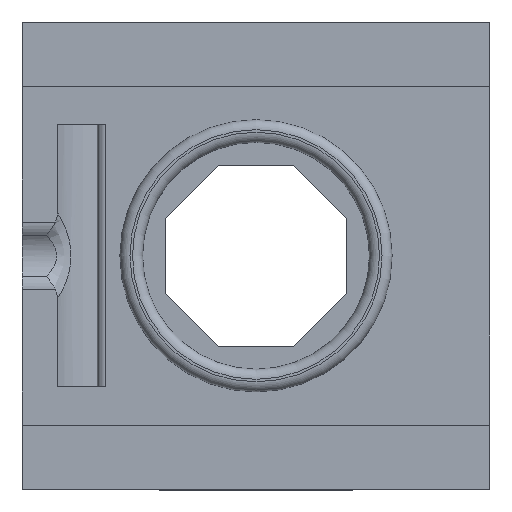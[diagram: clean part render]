
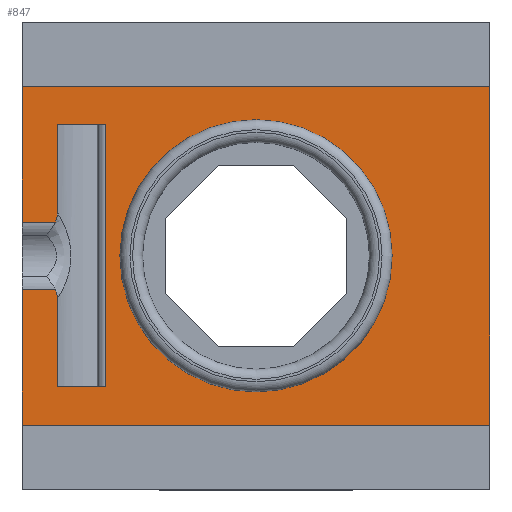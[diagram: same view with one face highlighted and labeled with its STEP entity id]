
A CAD part, top view. The second image highlights one B-rep face of the part: STEP entity #847.
In plain terms, the highlighted planar face has unit normal (0, 0, 1).
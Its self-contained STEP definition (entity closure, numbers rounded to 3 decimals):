
#370 = VERTEX_POINT('',#371);
#371 = CARTESIAN_POINT('',(-9.85,-6.5,0.));
#378 = EDGE_CURVE('',#370,#379,#381,.T.);
#379 = VERTEX_POINT('',#380);
#380 = CARTESIAN_POINT('',(-7.465,-6.5,0.));
#381 = LINE('',#382,#383);
#382 = CARTESIAN_POINT('',(-9.85,-6.5,0.));
#383 = VECTOR('',#384,1.);
#384 = DIRECTION('',(1.,0.,0.));
#421 = VERTEX_POINT('',#422);
#422 = CARTESIAN_POINT('',(-9.85,6.5,0.));
#429 = EDGE_CURVE('',#421,#430,#432,.T.);
#430 = VERTEX_POINT('',#431);
#431 = CARTESIAN_POINT('',(-7.465,6.5,0.));
#432 = LINE('',#433,#434);
#433 = CARTESIAN_POINT('',(-6.319,6.5,0.));
#434 = VECTOR('',#435,1.);
#435 = DIRECTION('',(1.,0.,0.));
#452 = EDGE_CURVE('',#453,#421,#455,.T.);
#453 = VERTEX_POINT('',#454);
#454 = CARTESIAN_POINT('',(-9.85,2.13,0.));
#455 = LINE('',#456,#457);
#456 = CARTESIAN_POINT('',(-9.85,-6.5,0.));
#457 = VECTOR('',#458,1.);
#458 = DIRECTION('',(0.,1.,0.));
#463 = EDGE_CURVE('',#370,#464,#466,.T.);
#464 = VERTEX_POINT('',#465);
#465 = CARTESIAN_POINT('',(-9.85,-2.13,0.));
#466 = LINE('',#467,#468);
#467 = CARTESIAN_POINT('',(-9.85,-6.5,0.));
#468 = VECTOR('',#469,1.);
#469 = DIRECTION('',(0.,1.,0.));
#834 = EDGE_CURVE('',#379,#430,#835,.T.);
#835 = LINE('',#836,#837);
#836 = CARTESIAN_POINT('',(-7.465,0.,0.));
#837 = VECTOR('',#838,1.);
#838 = DIRECTION('',(0.,1.,0.));
#847 = ADVANCED_FACE('',(#848,#933),#953,.T.);
#848 = FACE_BOUND('',#849,.T.);
#849 = EDGE_LOOP('',(#850,#851,#852,#864,#872,#880,#888,#896,#904,#912,
    #920,#930,#931,#932));
#850 = ORIENTED_EDGE('',*,*,#378,.F.);
#851 = ORIENTED_EDGE('',*,*,#463,.T.);
#852 = ORIENTED_EDGE('',*,*,#853,.F.);
#853 = EDGE_CURVE('',#854,#464,#856,.T.);
#854 = VERTEX_POINT('',#855);
#855 = CARTESIAN_POINT('',(-9.952,-1.663,-0.));
#856 = B_SPLINE_CURVE_WITH_KNOTS('',6,(#857,#858,#859,#860,#861,#862,
    #863),.UNSPECIFIED.,.F.,.F.,(7,7),(0.,1.),.PIECEWISE_BEZIER_KNOTS.);
#857 = CARTESIAN_POINT('',(-9.952,-1.663,0.));
#858 = CARTESIAN_POINT('',(-9.918,-1.732,0.));
#859 = CARTESIAN_POINT('',(-9.89,-1.806,0.));
#860 = CARTESIAN_POINT('',(-9.87,-1.884,0.));
#861 = CARTESIAN_POINT('',(-9.857,-1.965,0.));
#862 = CARTESIAN_POINT('',(-9.85,-2.048,0.));
#863 = CARTESIAN_POINT('',(-9.85,-2.13,0.));
#864 = ORIENTED_EDGE('',*,*,#865,.T.);
#865 = EDGE_CURVE('',#854,#866,#868,.T.);
#866 = VERTEX_POINT('',#867);
#867 = CARTESIAN_POINT('',(-11.6,-1.663,0.));
#868 = LINE('',#869,#870);
#869 = CARTESIAN_POINT('',(-9.85,-1.663,0.));
#870 = VECTOR('',#871,1.);
#871 = DIRECTION('',(-1.,0.,0.));
#872 = ORIENTED_EDGE('',*,*,#873,.T.);
#873 = EDGE_CURVE('',#866,#874,#876,.T.);
#874 = VERTEX_POINT('',#875);
#875 = CARTESIAN_POINT('',(-11.6,-8.4,0.));
#876 = LINE('',#877,#878);
#877 = CARTESIAN_POINT('',(-11.6,0.,0.));
#878 = VECTOR('',#879,1.);
#879 = DIRECTION('',(0.,-1.,0.));
#880 = ORIENTED_EDGE('',*,*,#881,.T.);
#881 = EDGE_CURVE('',#874,#882,#884,.T.);
#882 = VERTEX_POINT('',#883);
#883 = CARTESIAN_POINT('',(11.6,-8.4,0.));
#884 = LINE('',#885,#886);
#885 = CARTESIAN_POINT('',(-11.6,-8.4,0.));
#886 = VECTOR('',#887,1.);
#887 = DIRECTION('',(1.,0.,0.));
#888 = ORIENTED_EDGE('',*,*,#889,.F.);
#889 = EDGE_CURVE('',#890,#882,#892,.T.);
#890 = VERTEX_POINT('',#891);
#891 = CARTESIAN_POINT('',(11.6,8.4,0.));
#892 = LINE('',#893,#894);
#893 = CARTESIAN_POINT('',(11.6,0.,0.));
#894 = VECTOR('',#895,1.);
#895 = DIRECTION('',(0.,-1.,0.));
#896 = ORIENTED_EDGE('',*,*,#897,.F.);
#897 = EDGE_CURVE('',#898,#890,#900,.T.);
#898 = VERTEX_POINT('',#899);
#899 = CARTESIAN_POINT('',(-11.6,8.4,0.));
#900 = LINE('',#901,#902);
#901 = CARTESIAN_POINT('',(-11.6,8.4,0.));
#902 = VECTOR('',#903,1.);
#903 = DIRECTION('',(1.,0.,0.));
#904 = ORIENTED_EDGE('',*,*,#905,.F.);
#905 = EDGE_CURVE('',#906,#898,#908,.T.);
#906 = VERTEX_POINT('',#907);
#907 = CARTESIAN_POINT('',(-11.6,1.663,0.));
#908 = LINE('',#909,#910);
#909 = CARTESIAN_POINT('',(-11.6,0.,0.));
#910 = VECTOR('',#911,1.);
#911 = DIRECTION('',(0.,1.,0.));
#912 = ORIENTED_EDGE('',*,*,#913,.F.);
#913 = EDGE_CURVE('',#914,#906,#916,.T.);
#914 = VERTEX_POINT('',#915);
#915 = CARTESIAN_POINT('',(-9.952,1.663,0.));
#916 = LINE('',#917,#918);
#917 = CARTESIAN_POINT('',(-9.85,1.663,0.));
#918 = VECTOR('',#919,1.);
#919 = DIRECTION('',(-1.,0.,0.));
#920 = ORIENTED_EDGE('',*,*,#921,.T.);
#921 = EDGE_CURVE('',#914,#453,#922,.T.);
#922 = B_SPLINE_CURVE_WITH_KNOTS('',6,(#923,#924,#925,#926,#927,#928,
    #929),.UNSPECIFIED.,.F.,.F.,(7,7),(0.,1.),.PIECEWISE_BEZIER_KNOTS.);
#923 = CARTESIAN_POINT('',(-9.952,1.663,0.));
#924 = CARTESIAN_POINT('',(-9.918,1.732,0.));
#925 = CARTESIAN_POINT('',(-9.89,1.806,0.));
#926 = CARTESIAN_POINT('',(-9.87,1.884,0.));
#927 = CARTESIAN_POINT('',(-9.857,1.965,0.));
#928 = CARTESIAN_POINT('',(-9.85,2.048,0.));
#929 = CARTESIAN_POINT('',(-9.85,2.13,0.));
#930 = ORIENTED_EDGE('',*,*,#452,.T.);
#931 = ORIENTED_EDGE('',*,*,#429,.T.);
#932 = ORIENTED_EDGE('',*,*,#834,.F.);
#933 = FACE_BOUND('',#934,.T.);
#934 = EDGE_LOOP('',(#935,#946));
#935 = ORIENTED_EDGE('',*,*,#936,.F.);
#936 = EDGE_CURVE('',#937,#939,#941,.T.);
#937 = VERTEX_POINT('',#938);
#938 = CARTESIAN_POINT('',(-6.75,0.,0.));
#939 = VERTEX_POINT('',#940);
#940 = CARTESIAN_POINT('',(6.75,0.,0.));
#941 = CIRCLE('',#942,6.75);
#942 = AXIS2_PLACEMENT_3D('',#943,#944,#945);
#943 = CARTESIAN_POINT('',(0.,0.,0.));
#944 = DIRECTION('',(0.,0.,1.));
#945 = DIRECTION('',(1.,0.,0.));
#946 = ORIENTED_EDGE('',*,*,#947,.F.);
#947 = EDGE_CURVE('',#939,#937,#948,.T.);
#948 = CIRCLE('',#949,6.75);
#949 = AXIS2_PLACEMENT_3D('',#950,#951,#952);
#950 = CARTESIAN_POINT('',(0.,0.,0.));
#951 = DIRECTION('',(0.,0.,1.));
#952 = DIRECTION('',(1.,0.,0.));
#953 = PLANE('',#954);
#954 = AXIS2_PLACEMENT_3D('',#955,#956,#957);
#955 = CARTESIAN_POINT('',(-2.149,0.,0.));
#956 = DIRECTION('',(0.,0.,1.));
#957 = DIRECTION('',(0.,1.,0.));
